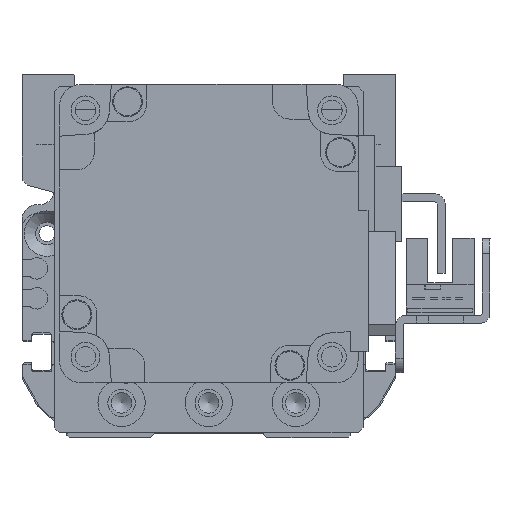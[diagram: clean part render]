
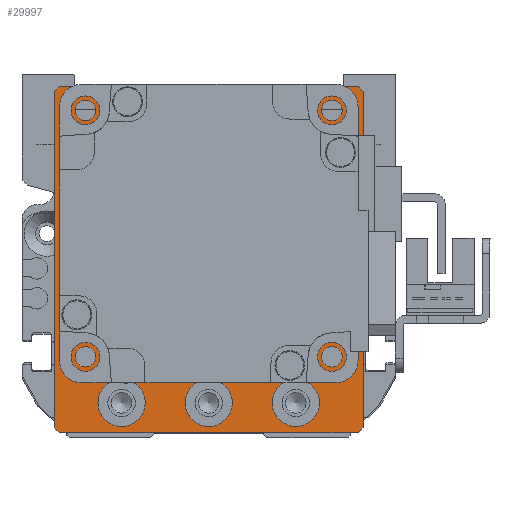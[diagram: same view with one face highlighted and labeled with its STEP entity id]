
A CAD part, left-side view. The second image highlights one B-rep face of the part: STEP entity #29997.
In plain terms, the highlighted face is planar.
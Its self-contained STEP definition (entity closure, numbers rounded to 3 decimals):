
#1140=FACE_BOUND('',#5510,.T.);
#1141=FACE_BOUND('',#5511,.T.);
#1142=FACE_BOUND('',#5512,.T.);
#1143=FACE_BOUND('',#5513,.T.);
#1144=FACE_BOUND('',#5514,.T.);
#1145=FACE_BOUND('',#5515,.T.);
#1146=FACE_BOUND('',#5516,.T.);
#1147=FACE_BOUND('',#5517,.T.);
#1899=PLANE('',#33705);
#3429=FACE_OUTER_BOUND('',#5509,.T.);
#5509=EDGE_LOOP('',(#26605,#26606,#26607,#26608,#26609,#26610,#26611,#26612));
#5510=EDGE_LOOP('',(#26613));
#5511=EDGE_LOOP('',(#26614));
#5512=EDGE_LOOP('',(#26615));
#5513=EDGE_LOOP('',(#26616));
#5514=EDGE_LOOP('',(#26617));
#5515=EDGE_LOOP('',(#26618));
#5516=EDGE_LOOP('',(#26619));
#5517=EDGE_LOOP('',(#26620));
#7839=LINE('',#51812,#10220);
#7842=LINE('',#51817,#10223);
#7844=LINE('',#51821,#10225);
#7846=LINE('',#51825,#10227);
#7848=LINE('',#51830,#10229);
#7850=LINE('',#51833,#10231);
#7851=LINE('',#51835,#10232);
#7852=LINE('',#51836,#10233);
#10220=VECTOR('',#42103,10.);
#10223=VECTOR('',#42108,10.);
#10225=VECTOR('',#42112,10.);
#10227=VECTOR('',#42116,10.);
#10229=VECTOR('',#42120,10.);
#10231=VECTOR('',#42124,10.);
#10232=VECTOR('',#42125,10.);
#10233=VECTOR('',#42126,10.);
#12166=CIRCLE('',#33706,25.);
#12167=CIRCLE('',#33707,2.067);
#12168=CIRCLE('',#33708,2.067);
#12169=CIRCLE('',#33709,2.067);
#12170=CIRCLE('',#33710,2.067);
#12171=CIRCLE('',#33711,4.75);
#12172=CIRCLE('',#33712,4.75);
#12173=CIRCLE('',#33713,4.75);
#14756=VERTEX_POINT('',#51809);
#14757=VERTEX_POINT('',#51811);
#14758=VERTEX_POINT('',#51815);
#14759=VERTEX_POINT('',#51819);
#14760=VERTEX_POINT('',#51823);
#14761=VERTEX_POINT('',#51827);
#14762=VERTEX_POINT('',#51829);
#14763=VERTEX_POINT('',#51834);
#14764=VERTEX_POINT('',#51837);
#14765=VERTEX_POINT('',#51839);
#14766=VERTEX_POINT('',#51841);
#14767=VERTEX_POINT('',#51843);
#14768=VERTEX_POINT('',#51845);
#14769=VERTEX_POINT('',#51847);
#14770=VERTEX_POINT('',#51849);
#14771=VERTEX_POINT('',#51851);
#18775=EDGE_CURVE('',#14756,#14757,#7839,.T.);
#18778=EDGE_CURVE('',#14756,#14758,#7842,.T.);
#18780=EDGE_CURVE('',#14759,#14758,#7844,.T.);
#18782=EDGE_CURVE('',#14759,#14760,#7846,.T.);
#18784=EDGE_CURVE('',#14761,#14762,#7848,.T.);
#18786=EDGE_CURVE('',#14761,#14757,#7850,.T.);
#18787=EDGE_CURVE('',#14763,#14760,#7851,.T.);
#18788=EDGE_CURVE('',#14763,#14762,#7852,.T.);
#18789=EDGE_CURVE('',#14764,#14764,#12166,.T.);
#18790=EDGE_CURVE('',#14765,#14765,#12167,.T.);
#18791=EDGE_CURVE('',#14766,#14766,#12168,.T.);
#18792=EDGE_CURVE('',#14767,#14767,#12169,.T.);
#18793=EDGE_CURVE('',#14768,#14768,#12170,.T.);
#18794=EDGE_CURVE('',#14769,#14769,#12171,.T.);
#18795=EDGE_CURVE('',#14770,#14770,#12172,.T.);
#18796=EDGE_CURVE('',#14771,#14771,#12173,.T.);
#26605=ORIENTED_EDGE('',*,*,#18784,.F.);
#26606=ORIENTED_EDGE('',*,*,#18786,.T.);
#26607=ORIENTED_EDGE('',*,*,#18775,.F.);
#26608=ORIENTED_EDGE('',*,*,#18778,.T.);
#26609=ORIENTED_EDGE('',*,*,#18780,.F.);
#26610=ORIENTED_EDGE('',*,*,#18782,.T.);
#26611=ORIENTED_EDGE('',*,*,#18787,.F.);
#26612=ORIENTED_EDGE('',*,*,#18788,.T.);
#26613=ORIENTED_EDGE('',*,*,#18789,.T.);
#26614=ORIENTED_EDGE('',*,*,#18790,.T.);
#26615=ORIENTED_EDGE('',*,*,#18791,.T.);
#26616=ORIENTED_EDGE('',*,*,#18792,.T.);
#26617=ORIENTED_EDGE('',*,*,#18793,.T.);
#26618=ORIENTED_EDGE('',*,*,#18794,.T.);
#26619=ORIENTED_EDGE('',*,*,#18795,.T.);
#26620=ORIENTED_EDGE('',*,*,#18796,.T.);
#29997=ADVANCED_FACE('',(#3429,#1140,#1141,#1142,#1143,#1144,#1145,#1146,
#1147),#1899,.T.);
#33705=AXIS2_PLACEMENT_3D('',#51832,#42122,#42123);
#33706=AXIS2_PLACEMENT_3D('',#51838,#42127,#42128);
#33707=AXIS2_PLACEMENT_3D('',#51840,#42129,#42130);
#33708=AXIS2_PLACEMENT_3D('',#51842,#42131,#42132);
#33709=AXIS2_PLACEMENT_3D('',#51844,#42133,#42134);
#33710=AXIS2_PLACEMENT_3D('',#51846,#42135,#42136);
#33711=AXIS2_PLACEMENT_3D('',#51848,#42137,#42138);
#33712=AXIS2_PLACEMENT_3D('',#51850,#42139,#42140);
#33713=AXIS2_PLACEMENT_3D('',#51852,#42141,#42142);
#42103=DIRECTION('',(-0.707,-0.707,0.));
#42108=DIRECTION('',(0.,1.,0.));
#42112=DIRECTION('',(0.707,-0.707,0.));
#42116=DIRECTION('',(-1.,0.,0.));
#42120=DIRECTION('',(-0.707,0.707,0.));
#42122=DIRECTION('center_axis',(0.,0.,1.));
#42123=DIRECTION('ref_axis',(1.,0.,0.));
#42124=DIRECTION('',(1.,0.,0.));
#42125=DIRECTION('',(0.707,0.707,0.));
#42126=DIRECTION('',(0.,-1.,0.));
#42127=DIRECTION('center_axis',(0.,0.,-1.));
#42128=DIRECTION('ref_axis',(1.,0.,0.));
#42129=DIRECTION('center_axis',(0.,0.,-1.));
#42130=DIRECTION('ref_axis',(1.,0.,0.));
#42131=DIRECTION('center_axis',(0.,0.,-1.));
#42132=DIRECTION('ref_axis',(1.,0.,0.));
#42133=DIRECTION('center_axis',(0.,0.,-1.));
#42134=DIRECTION('ref_axis',(1.,0.,0.));
#42135=DIRECTION('center_axis',(0.,0.,-1.));
#42136=DIRECTION('ref_axis',(1.,0.,0.));
#42137=DIRECTION('center_axis',(0.,0.,-1.));
#42138=DIRECTION('ref_axis',(1.,0.,0.));
#42139=DIRECTION('center_axis',(0.,0.,-1.));
#42140=DIRECTION('ref_axis',(1.,0.,0.));
#42141=DIRECTION('center_axis',(0.,0.,-1.));
#42142=DIRECTION('ref_axis',(1.,0.,0.));
#51809=CARTESIAN_POINT('',(31.,-33.75,59.));
#51811=CARTESIAN_POINT('',(30.,-34.75,59.));
#51812=CARTESIAN_POINT('',(31.438,-33.313,59.));
#51815=CARTESIAN_POINT('',(31.,33.75,59.));
#51817=CARTESIAN_POINT('',(31.,-34.75,59.));
#51819=CARTESIAN_POINT('',(30.,34.75,59.));
#51821=CARTESIAN_POINT('',(31.438,33.313,59.));
#51823=CARTESIAN_POINT('',(-30.,34.75,59.));
#51825=CARTESIAN_POINT('',(31.,34.75,59.));
#51827=CARTESIAN_POINT('',(-30.,-34.75,59.));
#51829=CARTESIAN_POINT('',(-31.,-33.75,59.));
#51830=CARTESIAN_POINT('',(-31.438,-33.313,59.));
#51832=CARTESIAN_POINT('Origin',(0.,0.,
59.));
#51833=CARTESIAN_POINT('',(-31.,-34.75,59.));
#51834=CARTESIAN_POINT('',(-31.,33.75,59.));
#51835=CARTESIAN_POINT('',(-31.438,33.313,59.));
#51836=CARTESIAN_POINT('',(-31.,34.75,59.));
#51837=CARTESIAN_POINT('',(-25.,5.25,59.));
#51838=CARTESIAN_POINT('Origin',(0.,5.25,59.));
#51839=CARTESIAN_POINT('',(22.682,-19.499,59.));
#51840=CARTESIAN_POINT('Origin',(24.749,-19.499,59.));
#51841=CARTESIAN_POINT('',(22.682,29.999,59.));
#51842=CARTESIAN_POINT('Origin',(24.749,29.999,59.));
#51843=CARTESIAN_POINT('',(-26.816,29.999,59.));
#51844=CARTESIAN_POINT('Origin',(-24.749,29.999,59.));
#51845=CARTESIAN_POINT('',(-26.816,-19.499,59.));
#51846=CARTESIAN_POINT('Origin',(-24.749,-19.499,59.));
#51847=CARTESIAN_POINT('',(12.75,-28.75,59.));
#51848=CARTESIAN_POINT('Origin',(17.5,-28.75,59.));
#51849=CARTESIAN_POINT('',(-4.75,-28.75,59.));
#51850=CARTESIAN_POINT('Origin',(0.,-28.75,59.));
#51851=CARTESIAN_POINT('',(-22.25,-28.75,59.));
#51852=CARTESIAN_POINT('Origin',(-17.5,-28.75,59.));
